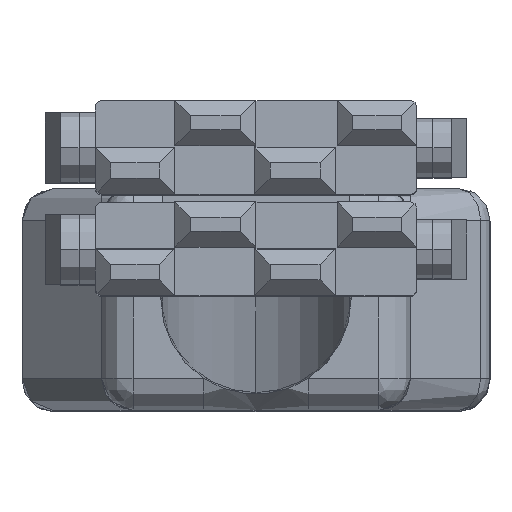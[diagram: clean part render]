
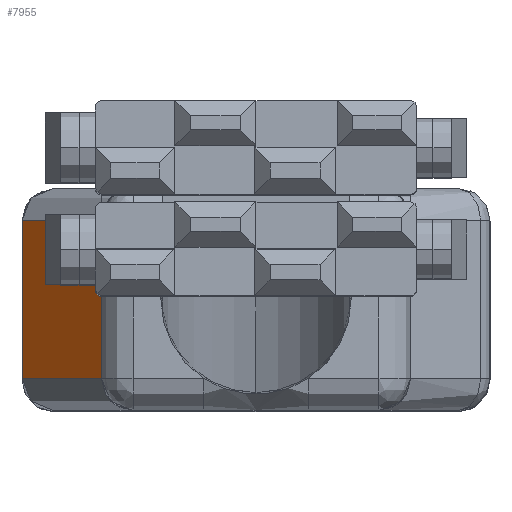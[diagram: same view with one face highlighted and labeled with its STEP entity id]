
A CAD part, top view. The second image highlights one B-rep face of the part: STEP entity #7955.
In plain terms, the highlighted face is planar.
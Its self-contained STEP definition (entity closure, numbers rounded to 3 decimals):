
#108 = VERTEX_POINT ( 'NONE', #4917 ) ;
#262 = LINE ( 'NONE', #6428, #12126 ) ;
#326 = EDGE_LOOP ( 'NONE', ( #5237, #6109, #5705, #2735 ) ) ;
#366 = VERTEX_POINT ( 'NONE', #391 ) ;
#391 = CARTESIAN_POINT ( 'NONE',  ( -5.588, 1.016, -7.493 ) ) ;
#417 = DIRECTION ( 'NONE',  ( 0.707, 0., 0.707 ) ) ;
#1210 = LINE ( 'NONE', #3843, #3686 ) ;
#1859 = CARTESIAN_POINT ( 'NONE',  ( -5.588, 1.016, -7.493 ) ) ;
#2039 = LINE ( 'NONE', #1859, #4204 ) ;
#2375 = CARTESIAN_POINT ( 'NONE',  ( -8.128, 1.016, -4.953 ) ) ;
#2735 = ORIENTED_EDGE ( 'NONE', *, *, #5248, .T. ) ;
#3089 = VERTEX_POINT ( 'NONE', #3716 ) ;
#3411 = CARTESIAN_POINT ( 'NONE',  ( -5.588, 6.096, -7.493 ) ) ;
#3686 = VECTOR ( 'NONE', #10447, 1000. ) ;
#3716 = CARTESIAN_POINT ( 'NONE',  ( -5.588, 6.096, -7.493 ) ) ;
#3780 = EDGE_CURVE ( 'NONE', #366, #3089, #1210, .T. ) ;
#3843 = CARTESIAN_POINT ( 'NONE',  ( -5.588, 0., -7.493 ) ) ;
#3883 = VECTOR ( 'NONE', #8103, 1000. ) ;
#4204 = VECTOR ( 'NONE', #10325, 1000. ) ;
#4917 = CARTESIAN_POINT ( 'NONE',  ( -8.128, 6.096, -4.953 ) ) ;
#5237 = ORIENTED_EDGE ( 'NONE', *, *, #3780, .F. ) ;
#5248 = EDGE_CURVE ( 'NONE', #108, #3089, #8322, .T. ) ;
#5705 = ORIENTED_EDGE ( 'NONE', *, *, #8230, .T. ) ;
#5892 = DIRECTION ( 'NONE',  ( 0.707, 0., -0.707 ) ) ;
#6109 = ORIENTED_EDGE ( 'NONE', *, *, #11857, .T. ) ;
#6428 = CARTESIAN_POINT ( 'NONE',  ( -8.128, 0., -4.953 ) ) ;
#7955 = ADVANCED_FACE ( 'NONE', ( #10539 ), #8806, .F. ) ;
#8103 = DIRECTION ( 'NONE',  ( 0.707, 0., -0.707 ) ) ;
#8230 = EDGE_CURVE ( 'NONE', #10375, #108, #262, .T. ) ;
#8310 = AXIS2_PLACEMENT_3D ( 'NONE', #11632, #417, #5892 ) ;
#8322 = LINE ( 'NONE', #3411, #3883 ) ;
#8806 = PLANE ( 'NONE',  #8310 ) ;
#10107 = DIRECTION ( 'NONE',  ( 0., 1., 0. ) ) ;
#10325 = DIRECTION ( 'NONE',  ( -0.707, 0., 0.707 ) ) ;
#10375 = VERTEX_POINT ( 'NONE', #2375 ) ;
#10447 = DIRECTION ( 'NONE',  ( 0., 1., 0. ) ) ;
#10539 = FACE_OUTER_BOUND ( 'NONE', #326, .T. ) ;
#11632 = CARTESIAN_POINT ( 'NONE',  ( -5.588, 0., -7.493 ) ) ;
#11857 = EDGE_CURVE ( 'NONE', #366, #10375, #2039, .T. ) ;
#12126 = VECTOR ( 'NONE', #10107, 1000. ) ;
